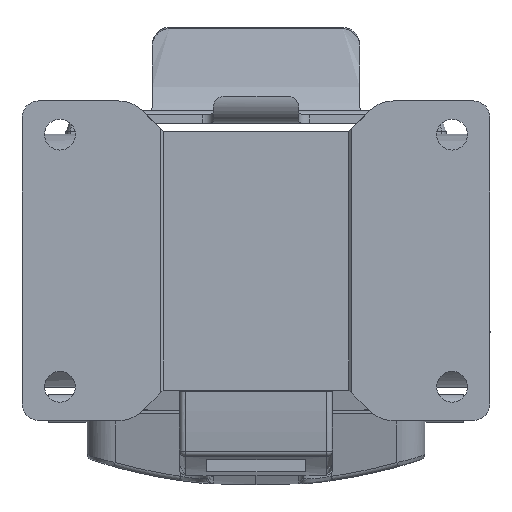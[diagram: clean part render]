
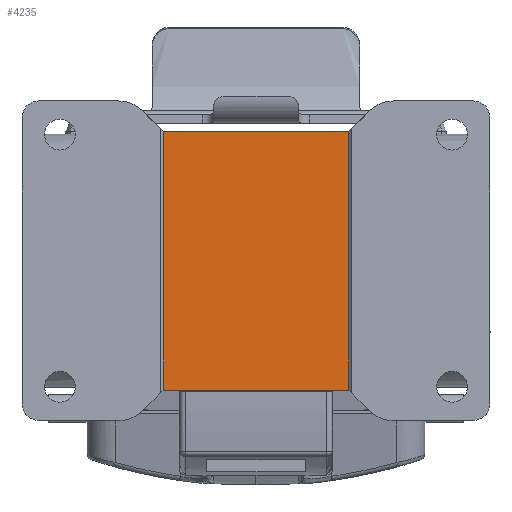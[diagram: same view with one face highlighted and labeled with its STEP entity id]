
A CAD part, front view. The second image highlights one B-rep face of the part: STEP entity #4235.
In plain terms, the highlighted planar face has unit normal (0, -1, 0).
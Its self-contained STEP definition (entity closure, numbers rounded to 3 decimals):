
#143 = AXIS2_PLACEMENT_3D ( 'NONE', #7673, #17600, #9099 ) ;
#403 = PLANE ( 'NONE',  #143 ) ;
#484 = VERTEX_POINT ( 'NONE', #12990 ) ;
#1218 = EDGE_CURVE ( 'NONE', #484, #9751, #3996, .T. ) ;
#1361 = DIRECTION ( 'NONE',  ( 0., 0., -1. ) ) ;
#2138 = VERTEX_POINT ( 'NONE', #5275 ) ;
#3550 = VECTOR ( 'NONE', #6626, 1000. ) ;
#3967 = LINE ( 'NONE', #12722, #7326 ) ;
#3996 = LINE ( 'NONE', #13650, #3550 ) ;
#4235 = ADVANCED_FACE ( 'NONE', ( #14546 ), #403, .F. ) ;
#4426 = ORIENTED_EDGE ( 'NONE', *, *, #12927, .F. ) ;
#5275 = CARTESIAN_POINT ( 'NONE',  ( -16.57, -73., 23.084 ) ) ;
#5670 = DIRECTION ( 'NONE',  ( 0., 0., -1. ) ) ;
#5703 = EDGE_LOOP ( 'NONE', ( #11389, #17839, #6375, #4426 ) ) ;
#6375 = ORIENTED_EDGE ( 'NONE', *, *, #1218, .F. ) ;
#6626 = DIRECTION ( 'NONE',  ( -1., 0., 0. ) ) ;
#7232 = EDGE_CURVE ( 'NONE', #2138, #10293, #17064, .T. ) ;
#7326 = VECTOR ( 'NONE', #1361, 1000. ) ;
#7673 = CARTESIAN_POINT ( 'NONE',  ( 25.15, -73., 16.81 ) ) ;
#7844 = CARTESIAN_POINT ( 'NONE',  ( -16.57, -73., -23.084 ) ) ;
#9098 = VECTOR ( 'NONE', #5670, 1000. ) ;
#9099 = DIRECTION ( 'NONE',  ( 0., 0., 1. ) ) ;
#9511 = VECTOR ( 'NONE', #15875, 1000. ) ;
#9751 = VERTEX_POINT ( 'NONE', #7844 ) ;
#10184 = CARTESIAN_POINT ( 'NONE',  ( 16.57, -73., 23.084 ) ) ;
#10293 = VERTEX_POINT ( 'NONE', #10184 ) ;
#11389 = ORIENTED_EDGE ( 'NONE', *, *, #7232, .F. ) ;
#12722 = CARTESIAN_POINT ( 'NONE',  ( -16.57, -73., 16.81 ) ) ;
#12865 = LINE ( 'NONE', #14180, #9098 ) ;
#12927 = EDGE_CURVE ( 'NONE', #10293, #484, #12865, .T. ) ;
#12990 = CARTESIAN_POINT ( 'NONE',  ( 16.57, -73., -23.084 ) ) ;
#13650 = CARTESIAN_POINT ( 'NONE',  ( 25.15, -73., -23.084 ) ) ;
#14180 = CARTESIAN_POINT ( 'NONE',  ( 16.57, -73., 16.81 ) ) ;
#14546 = FACE_OUTER_BOUND ( 'NONE', #5703, .T. ) ;
#15875 = DIRECTION ( 'NONE',  ( 1., 0., 0. ) ) ;
#17064 = LINE ( 'NONE', #17294, #9511 ) ;
#17294 = CARTESIAN_POINT ( 'NONE',  ( 25.15, -73., 23.084 ) ) ;
#17600 = DIRECTION ( 'NONE',  ( 0., 1., 0. ) ) ;
#17789 = EDGE_CURVE ( 'NONE', #2138, #9751, #3967, .T. ) ;
#17839 = ORIENTED_EDGE ( 'NONE', *, *, #17789, .T. ) ;
